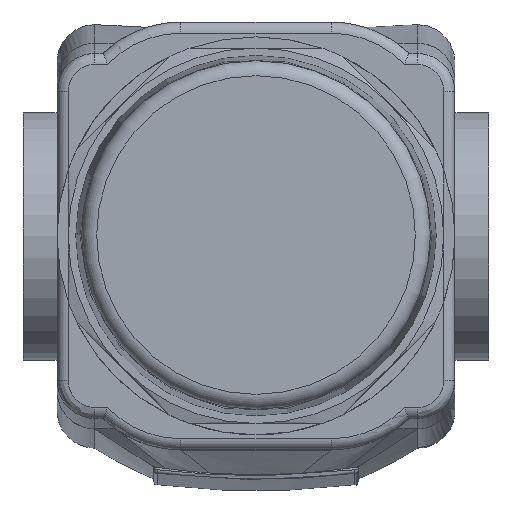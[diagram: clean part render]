
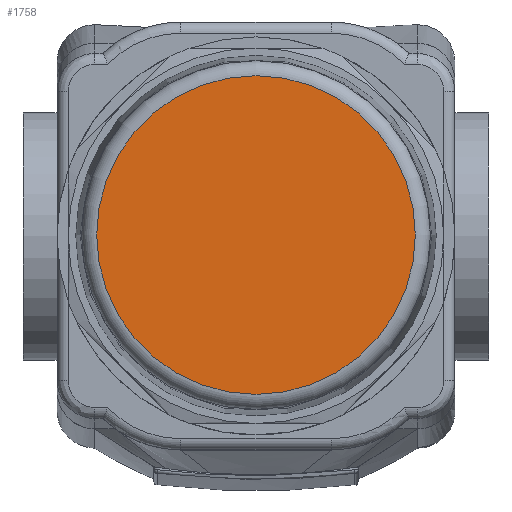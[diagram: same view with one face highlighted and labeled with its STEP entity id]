
A CAD part, top view. The second image highlights one B-rep face of the part: STEP entity #1758.
In plain terms, the highlighted planar face has unit normal (0, 0, 1).
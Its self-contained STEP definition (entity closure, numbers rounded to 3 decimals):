
#1735=CARTESIAN_POINT('',(21.223,0.0,105.5));
#1736=VERTEX_POINT('',#1735);
#1737=CARTESIAN_POINT('',(0.0,0.0,105.5));
#1738=DIRECTION('',(0.0,0.0,1.0));
#1739=DIRECTION('',(1.0,0.0,0.0));
#1740=AXIS2_PLACEMENT_3D('',#1737,#1738,#1739);
#1741=CIRCLE('',#1740,21.223);
#1742=EDGE_CURVE('',#1736,#1736,#1741,.T.);
#1750=CARTESIAN_POINT('',(10.612,0.0,105.5));
#1751=DIRECTION('',(0.0,0.0,1.0));
#1752=DIRECTION('',(1.0,0.0,0.0));
#1753=AXIS2_PLACEMENT_3D('',#1750,#1751,#1752);
#1754=PLANE('',#1753);
#1755=ORIENTED_EDGE('',*,*,#1742,.T.);
#1756=EDGE_LOOP('',(#1755));
#1757=FACE_OUTER_BOUND('',#1756,.T.);
#1758=ADVANCED_FACE('',(#1757),#1754,.T.);
